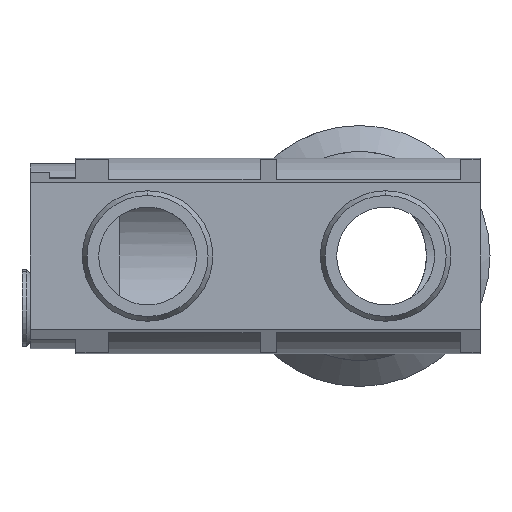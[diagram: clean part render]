
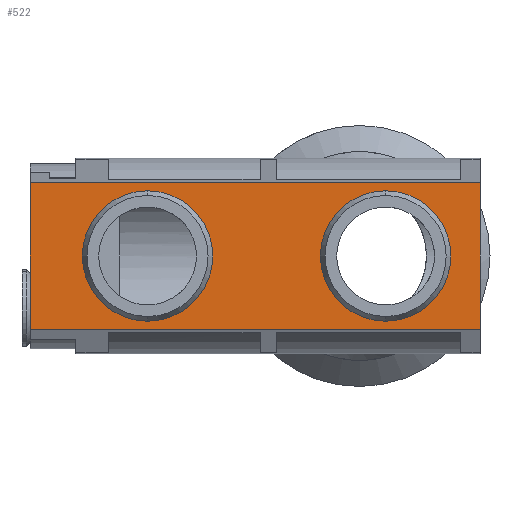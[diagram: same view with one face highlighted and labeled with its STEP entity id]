
A CAD part, left-side view. The second image highlights one B-rep face of the part: STEP entity #522.
In plain terms, the highlighted planar face has unit normal (-1, 0, 0).
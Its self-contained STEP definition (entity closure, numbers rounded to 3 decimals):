
#160 = DIRECTION ( 'NONE',  ( 0., -1., 0. ) ) ;
#279 = DIRECTION ( 'NONE',  ( 0., 0., -1. ) ) ;
#370 = VECTOR ( 'NONE', #2490, 1000. ) ;
#507 = EDGE_LOOP ( 'NONE', ( #1944, #4594 ) ) ;
#522 = ADVANCED_FACE ( 'NONE', ( #3085, #2246, #901 ), #3177, .F. ) ;
#606 = CARTESIAN_POINT ( 'NONE',  ( -9.7, 13., 0. ) ) ;
#647 = CIRCLE ( 'NONE', #2177, 4. ) ;
#667 = ORIENTED_EDGE ( 'NONE', *, *, #5494, .F. ) ;
#901 = FACE_OUTER_BOUND ( 'NONE', #3687, .T. ) ;
#1204 = CARTESIAN_POINT ( 'NONE',  ( -9.7, 20.2, -4.5 ) ) ;
#1372 = DIRECTION ( 'NONE',  ( 0., 0., -1. ) ) ;
#1406 = CARTESIAN_POINT ( 'NONE',  ( -9.7, 13., 4. ) ) ;
#1588 = VERTEX_POINT ( 'NONE', #2841 ) ;
#1689 = DIRECTION ( 'NONE',  ( 0., -1., 0. ) ) ;
#1708 = VERTEX_POINT ( 'NONE', #2475 ) ;
#1716 = DIRECTION ( 'NONE',  ( 1., 0., 0. ) ) ;
#1878 = VERTEX_POINT ( 'NONE', #2777 ) ;
#1908 = AXIS2_PLACEMENT_3D ( 'NONE', #606, #4332, #279 ) ;
#1934 = VERTEX_POINT ( 'NONE', #1406 ) ;
#1944 = ORIENTED_EDGE ( 'NONE', *, *, #4386, .F. ) ;
#2087 = VECTOR ( 'NONE', #1689, 1000. ) ;
#2177 = AXIS2_PLACEMENT_3D ( 'NONE', #5576, #4164, #4646 ) ;
#2187 = VECTOR ( 'NONE', #3573, 1000. ) ;
#2225 = VERTEX_POINT ( 'NONE', #3160 ) ;
#2246 = FACE_BOUND ( 'NONE', #3877, .T. ) ;
#2426 = CARTESIAN_POINT ( 'NONE',  ( -9.7, 20.2, 4.5 ) ) ;
#2454 = EDGE_CURVE ( 'NONE', #5583, #1878, #647, .T. ) ;
#2475 = CARTESIAN_POINT ( 'NONE',  ( -9.7, 13., -4. ) ) ;
#2490 = DIRECTION ( 'NONE',  ( 0., 0., 1. ) ) ;
#2631 = DIRECTION ( 'NONE',  ( 0., 0., -1. ) ) ;
#2634 = EDGE_CURVE ( 'NONE', #2225, #4728, #4816, .T. ) ;
#2646 = EDGE_CURVE ( 'NONE', #4728, #4768, #3832, .T. ) ;
#2678 = LINE ( 'NONE', #3664, #2187 ) ;
#2749 = ORIENTED_EDGE ( 'NONE', *, *, #2646, .T. ) ;
#2777 = CARTESIAN_POINT ( 'NONE',  ( -9.7, -1.6, 4. ) ) ;
#2841 = CARTESIAN_POINT ( 'NONE',  ( -9.7, 20.2, 4.5 ) ) ;
#3085 = FACE_BOUND ( 'NONE', #507, .T. ) ;
#3116 = DIRECTION ( 'NONE',  ( -1., 0., 0. ) ) ;
#3160 = CARTESIAN_POINT ( 'NONE',  ( -9.7, 20.2, -4.5 ) ) ;
#3177 = PLANE ( 'NONE',  #5210 ) ;
#3296 = CARTESIAN_POINT ( 'NONE',  ( -9.7, -1.6, -4. ) ) ;
#3344 = EDGE_CURVE ( 'NONE', #2225, #1588, #2678, .T. ) ;
#3452 = CARTESIAN_POINT ( 'NONE',  ( -9.7, -7.4, -4.5 ) ) ;
#3558 = EDGE_CURVE ( 'NONE', #1708, #1934, #3713, .T. ) ;
#3573 = DIRECTION ( 'NONE',  ( 0., 0., 1. ) ) ;
#3575 = DIRECTION ( 'NONE',  ( -1., 0., 0. ) ) ;
#3589 = EDGE_CURVE ( 'NONE', #1588, #4768, #4700, .T. ) ;
#3632 = CIRCLE ( 'NONE', #3814, 4. ) ;
#3633 = ORIENTED_EDGE ( 'NONE', *, *, #2634, .T. ) ;
#3664 = CARTESIAN_POINT ( 'NONE',  ( -9.7, 20.2, -4.5 ) ) ;
#3687 = EDGE_LOOP ( 'NONE', ( #4177, #5184, #3633, #2749 ) ) ;
#3713 = CIRCLE ( 'NONE', #1908, 4. ) ;
#3814 = AXIS2_PLACEMENT_3D ( 'NONE', #4019, #3575, #1372 ) ;
#3826 = AXIS2_PLACEMENT_3D ( 'NONE', #4998, #3116, #4547 ) ;
#3832 = LINE ( 'NONE', #3452, #370 ) ;
#3877 = EDGE_LOOP ( 'NONE', ( #667, #4846 ) ) ;
#3891 = CARTESIAN_POINT ( 'NONE',  ( -9.7, -7.4, -4.5 ) ) ;
#4019 = CARTESIAN_POINT ( 'NONE',  ( -9.7, 13., 0. ) ) ;
#4091 = VECTOR ( 'NONE', #160, 1000. ) ;
#4164 = DIRECTION ( 'NONE',  ( -1., 0., 0. ) ) ;
#4177 = ORIENTED_EDGE ( 'NONE', *, *, #3589, .F. ) ;
#4332 = DIRECTION ( 'NONE',  ( -1., 0., 0. ) ) ;
#4386 = EDGE_CURVE ( 'NONE', #1934, #1708, #3632, .T. ) ;
#4547 = DIRECTION ( 'NONE',  ( 0., 0., -1. ) ) ;
#4594 = ORIENTED_EDGE ( 'NONE', *, *, #3558, .F. ) ;
#4646 = DIRECTION ( 'NONE',  ( 0., 0., -1. ) ) ;
#4700 = LINE ( 'NONE', #2426, #4091 ) ;
#4728 = VERTEX_POINT ( 'NONE', #3891 ) ;
#4768 = VERTEX_POINT ( 'NONE', #4852 ) ;
#4816 = LINE ( 'NONE', #1204, #2087 ) ;
#4846 = ORIENTED_EDGE ( 'NONE', *, *, #2454, .F. ) ;
#4852 = CARTESIAN_POINT ( 'NONE',  ( -9.7, -7.4, 4.5 ) ) ;
#4998 = CARTESIAN_POINT ( 'NONE',  ( -9.7, -1.6, 0. ) ) ;
#5184 = ORIENTED_EDGE ( 'NONE', *, *, #3344, .F. ) ;
#5210 = AXIS2_PLACEMENT_3D ( 'NONE', #5861, #1716, #2631 ) ;
#5494 = EDGE_CURVE ( 'NONE', #1878, #5583, #5833, .T. ) ;
#5576 = CARTESIAN_POINT ( 'NONE',  ( -9.7, -1.6, 0. ) ) ;
#5583 = VERTEX_POINT ( 'NONE', #3296 ) ;
#5833 = CIRCLE ( 'NONE', #3826, 4. ) ;
#5861 = CARTESIAN_POINT ( 'NONE',  ( -9.7, 20.2, -4.5 ) ) ;
